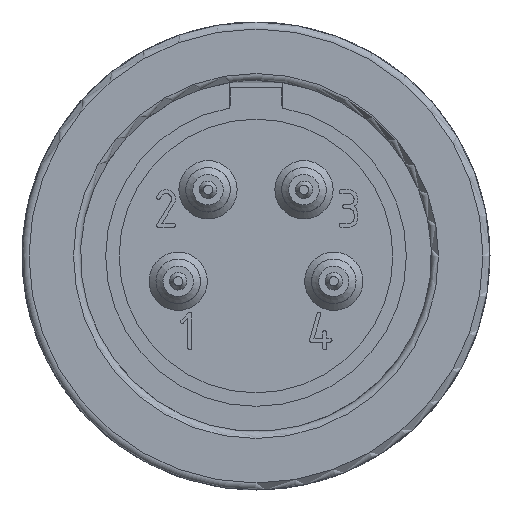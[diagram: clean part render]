
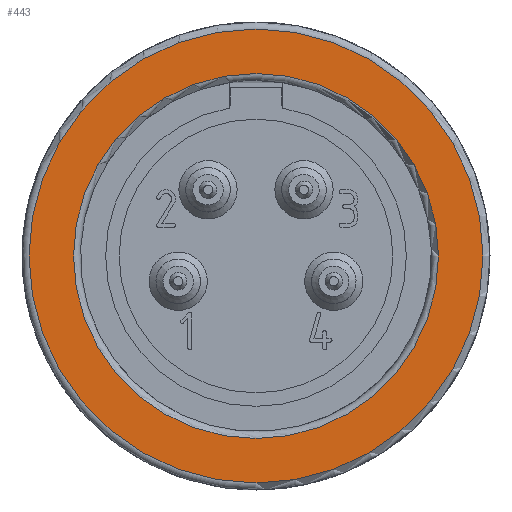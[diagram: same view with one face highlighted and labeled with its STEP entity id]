
A CAD part, left-side view. The second image highlights one B-rep face of the part: STEP entity #443.
In plain terms, the highlighted planar face has unit normal (-1, 0, 0).
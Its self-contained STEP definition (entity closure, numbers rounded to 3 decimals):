
#208=PLANE('',#2675);
#294=FACE_BOUND('',#748,.T.);
#295=FACE_BOUND('',#749,.T.);
#443=ADVANCED_FACE('',(#294,#295),#208,.T.);
#748=EDGE_LOOP('',(#1338));
#749=EDGE_LOOP('',(#1339));
#1338=ORIENTED_EDGE('',*,*,#2240,.T.);
#1339=ORIENTED_EDGE('',*,*,#2241,.T.);
#1988=VERTEX_POINT('',#3709);
#1989=VERTEX_POINT('',#3711);
#2240=EDGE_CURVE('',#1988,#1988,#2543,.T.);
#2241=EDGE_CURVE('',#1989,#1989,#2544,.T.);
#2543=CIRCLE('',#2673,9.7);
#2544=CIRCLE('',#2674,7.8);
#2673=AXIS2_PLACEMENT_3D('',#3708,#2999,#3000);
#2674=AXIS2_PLACEMENT_3D('',#3710,#3001,#3002);
#2675=AXIS2_PLACEMENT_3D('',#3712,#3003,#3004);
#2999=DIRECTION('',(-1.,0.,0.));
#3000=DIRECTION('',(0.,0.,1.));
#3001=DIRECTION('',(1.,0.,0.));
#3002=DIRECTION('',(0.,0.,1.));
#3003=DIRECTION('',(-1.,0.,0.));
#3004=DIRECTION('',(0.,0.,1.));
#3708=CARTESIAN_POINT('',(0.,0.,0.));
#3709=CARTESIAN_POINT('',(0.,0.,9.7));
#3710=CARTESIAN_POINT('',(0.,0.,0.));
#3711=CARTESIAN_POINT('',(0.,0.,7.8));
#3712=CARTESIAN_POINT('',(0.,0.,0.));
